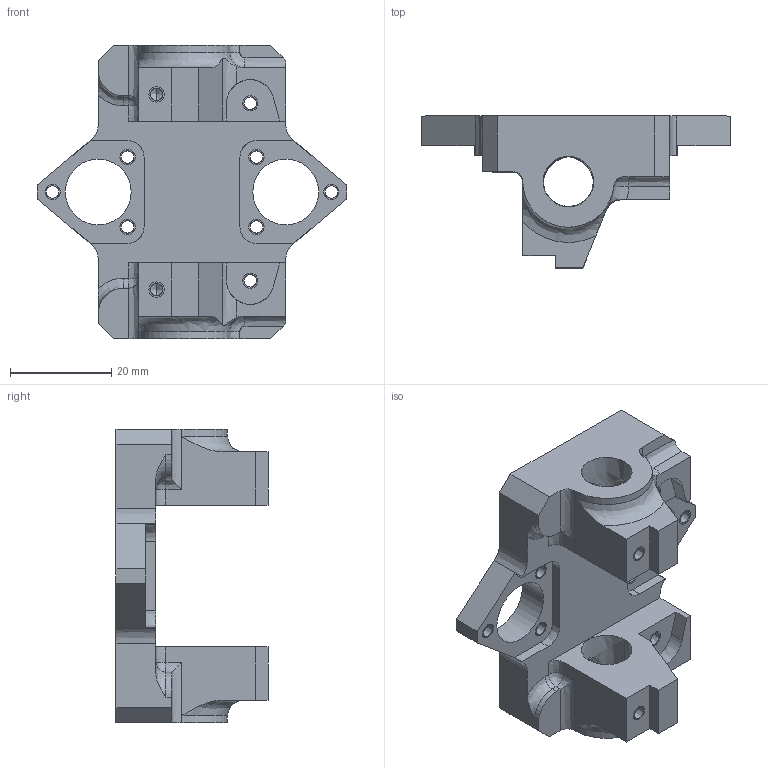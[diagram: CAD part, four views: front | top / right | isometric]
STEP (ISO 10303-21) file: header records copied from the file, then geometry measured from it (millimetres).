
FILE_DESCRIPTION((''),'2;1');
FILE_NAME('100013-A_SUPPORT-AXE-BALANCIER','2021-03-26T',('laurent'),(''),'PRO/ENGINEER BY PARAMETRIC TECHNOLOGY CORPORATION, 2004090','PRO/ENGINEER BY PARAMETRIC TECHNOLOGY CORPORATION, 2004090','');
FILE_SCHEMA(('CONFIG_CONTROL_DESIGN','SHAPE_APPEARANCE_LAYERS_GROUPS'));
Length unit declared in the file: millimetre
Products named in the file (1): 100013-A_SUPPORT-AXE-BALANCIER
Bounding box: 61 x 30 x 58 mm (x, y, z)
Volume: 20884.6 mm3; surface area: 13210 mm2
Topology: 1 solids, 17 shells, 256 faces, 736 edges, 486 vertices
Faces by surface type: bspline 256
Entity records: 14255 total; most frequent: CARTESIAN_POINT 5550, ORIENTED_EDGE 1384, DIRECTION 998, PRESENTATION_STYLE_ASSIGNMENT 756, STYLED_ITEM 741, CURVE_STYLE 724, EDGE_CURVE 724, VERTEX_POINT 486
